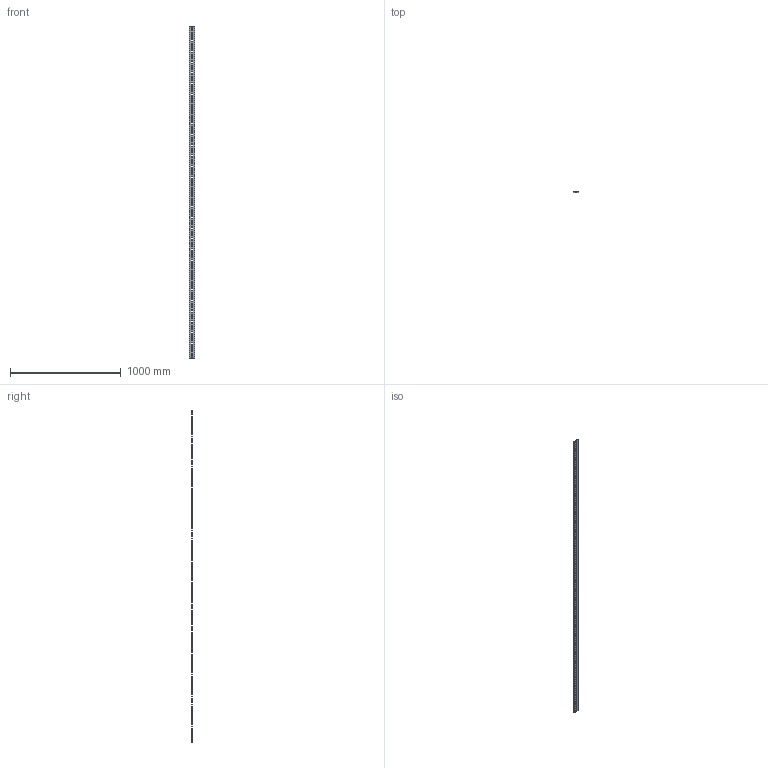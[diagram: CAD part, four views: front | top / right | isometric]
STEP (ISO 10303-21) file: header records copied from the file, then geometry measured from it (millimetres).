
FILE_DESCRIPTION (( 'STEP AP203' ), '1' );
FILE_NAME ('ÀÃÈÅ 086 Ïîëîñà ïåðôîðèðîâàííàÿ.STEP', '2023-03-21T12:30:48', ( '' ), ( '' ), 'SwSTEP 2.0', 'SolidWorks 2022', '' );
FILE_SCHEMA (( 'CONFIG_CONTROL_DESIGN' ));
Length unit declared in the file: millimetre
Products named in the file (1): АГИЕ 086 Полоса перфорированная
Bounding box: 50 x 5 x 3000 mm (x, y, z)
Volume: 624380.3 mm3; surface area: 305704.3 mm2
Topology: 1 solids, 1 shells, 306 faces, 912 edges, 608 vertices
Faces by surface type: cylinder 180, plane 126
Entity records: 10733 total; most frequent: DIRECTION 1886, CARTESIAN_POINT 1827, ORIENTED_EDGE 1824, EDGE_CURVE 912, AXIS2_PLACEMENT_3D 667, VERTEX_POINT 608, VECTOR 552, LINE 552
